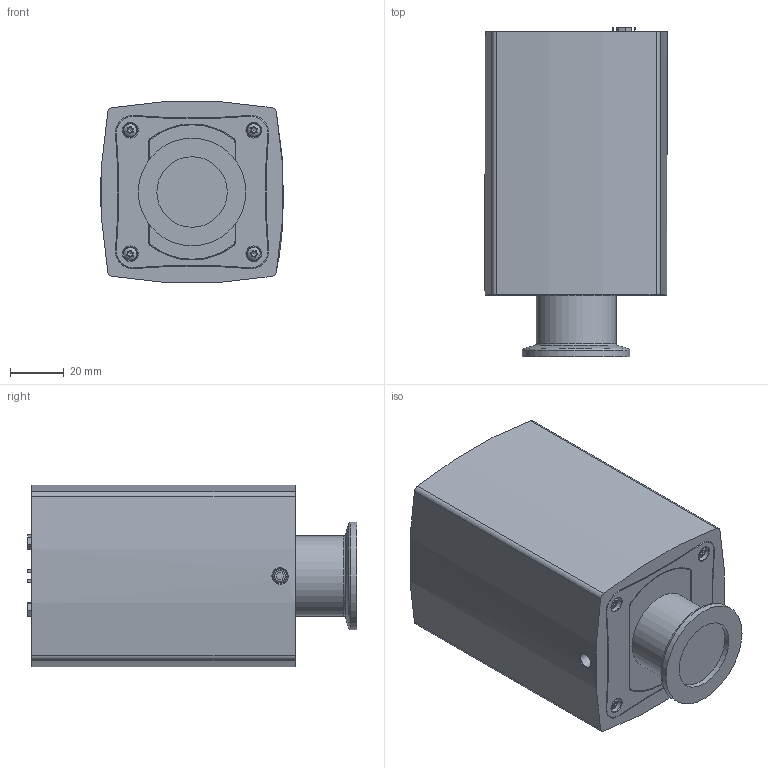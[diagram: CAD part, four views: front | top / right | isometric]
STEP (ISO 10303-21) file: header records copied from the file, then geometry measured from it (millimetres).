
FILE_DESCRIPTION(/* description */ (''),/* implementation_level */ '2;1');
FILE_NAME(/* name */ '315-799 Ether.stp',/* time_stamp */ '2023-07-06T14:04:55+02:00',/* author */ ('mich010'),/* organization */ (''),/* preprocessor_version */ 'ST-DEVELOPER v18.1',/* originating_system */ 'Autodesk Inventor 2021',/* authorisation */ '');
FILE_SCHEMA (('AUTOMOTIVE_DESIGN { 1 0 10303 214 3 1 1 }'));
Length unit declared in the file: millimetre
Products named in the file (1): Bauteil148
Bounding box: 67.96 x 122.74 x 67.42 mm (x, y, z)
Volume: 431961.5 mm3; surface area: 68181.2 mm2
Topology: 5 solids, 24 shells, 5819 faces, 16295 edges, 10712 vertices
Faces by surface type: plane 4014, cylinder 780, bspline 675, cone 228, torus 82, sphere 40
Full cylindrical faces by diameter (mm): 2.05 x8, 2.156 x2, 2.5 x7, 2.6 x13, 2.692 x4, 2.7 x8, 2.8 x2, 2.845 x2, 2.9 x8, 3 x4, 3.2 x2, 3.35 x3, 3.4 x1, 3.7 x2, 4 x2, 5 x4, 5.4 x2, 5.497 x3, 5.5 x6, 6.3 x2, 26.2 x1, 29.8 x1, 40 x1
Entity records: 218647 total; most frequent: CARTESIAN_POINT 65977, ORIENTED_EDGE 32545, DIRECTION 27370, EDGE_CURVE 16277, LINE 11766, VECTOR 11766, VERTEX_POINT 10712, AXIS2_PLACEMENT_3D 7802
